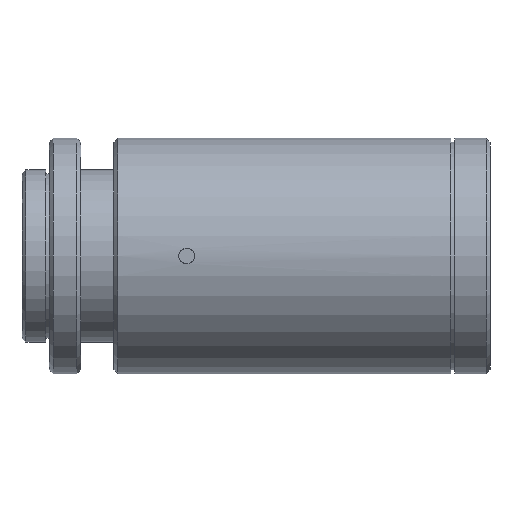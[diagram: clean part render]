
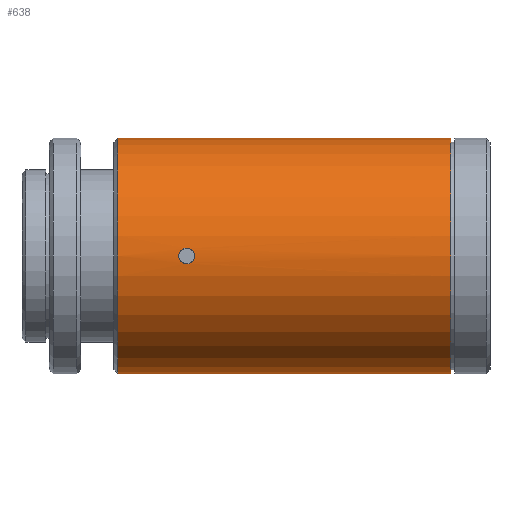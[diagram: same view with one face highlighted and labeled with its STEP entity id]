
A CAD part, front view. The second image highlights one B-rep face of the part: STEP entity #638.
In plain terms, the highlighted cylindrical face has radius 15 mm (diameter 30 mm), a partial arc.
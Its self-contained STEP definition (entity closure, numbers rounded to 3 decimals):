
#2 = CARTESIAN_POINT ( 'NONE',  ( 12.288, -14.967, -1. ) ) ;
#4 = VERTEX_POINT ( 'NONE', #333 ) ;
#15 = EDGE_LOOP ( 'NONE', ( #902, #524, #1248, #914 ) ) ;
#39 = CARTESIAN_POINT ( 'NONE',  ( 13.088, -14.988, 0.614 ) ) ;
#56 = CARTESIAN_POINT ( 'NONE',  ( 11.315, -14.998, 0.262 ) ) ;
#82 = ORIENTED_EDGE ( 'NONE', *, *, #354, .F. ) ;
#102 = CIRCLE ( 'NONE', #509, 15. ) ;
#135 = CARTESIAN_POINT ( 'NONE',  ( 12.812, -14.975, 0.891 ) ) ;
#140 = EDGE_CURVE ( 'NONE', #4, #237, #102, .T. ) ;
#145 = CARTESIAN_POINT ( 'NONE',  ( 12.027, -14.968, 0.974 ) ) ;
#150 = CARTESIAN_POINT ( 'NONE',  ( 13.087, -14.988, -0.615 ) ) ;
#155 = CARTESIAN_POINT ( 'NONE',  ( 11.415, -14.992, -0.503 ) ) ;
#160 = CARTESIAN_POINT ( 'NONE',  ( 11.673, -14.979, 0.799 ) ) ;
#200 = CARTESIAN_POINT ( 'NONE',  ( -10.432, 0., 15. ) ) ;
#234 = CARTESIAN_POINT ( 'NONE',  ( 11.288, -15., -0.13 ) ) ;
#237 = VERTEX_POINT ( 'NONE', #710 ) ;
#239 = CARTESIAN_POINT ( 'NONE',  ( 12.158, -14.967, -1. ) ) ;
#243 = VERTEX_POINT ( 'NONE', #891 ) ;
#251 = CARTESIAN_POINT ( 'NONE',  ( 13.263, -14.998, 0.261 ) ) ;
#257 = CARTESIAN_POINT ( 'NONE',  ( 12.288, -14.967, 1. ) ) ;
#286 = LINE ( 'NONE', #848, #845 ) ;
#293 = LINE ( 'NONE', #200, #724 ) ;
#333 = CARTESIAN_POINT ( 'NONE',  ( 45.954, 0., -15. ) ) ;
#336 = CARTESIAN_POINT ( 'NONE',  ( 11.488, -14.988, -0.614 ) ) ;
#349 = DIRECTION ( 'NONE',  ( -1., 0., 0. ) ) ;
#352 = CARTESIAN_POINT ( 'NONE',  ( 11.785, -14.975, -0.874 ) ) ;
#354 = EDGE_CURVE ( 'NONE', #513, #399, #407, .T. ) ;
#357 = CYLINDRICAL_SURFACE ( 'NONE', #1127, 15. ) ;
#367 = DIRECTION ( 'NONE',  ( -1., 0., 0. ) ) ;
#375 = DIRECTION ( 'NONE',  ( -1., 0., 0. ) ) ;
#380 = DIRECTION ( 'NONE',  ( 1., 0., 0. ) ) ;
#384 = ORIENTED_EDGE ( 'NONE', *, *, #991, .F. ) ;
#389 = CIRCLE ( 'NONE', #1013, 15. ) ;
#396 = CARTESIAN_POINT ( 'NONE',  ( 12.419, -14.967, -1. ) ) ;
#397 = DIRECTION ( 'NONE',  ( 0., 0., 1. ) ) ;
#399 = VERTEX_POINT ( 'NONE', #813 ) ;
#401 = CARTESIAN_POINT ( 'NONE',  ( 12.288, -14.967, -1. ) ) ;
#407 = B_SPLINE_CURVE_WITH_KNOTS ( 'NONE', 3,
 ( #2, #396, #770, #1067, #1203, #150, #730, #989, #795, #906, #251, #613, #39, #135, #436, #816 ),
 .UNSPECIFIED., .F., .F.,
 ( 4, 2, 2, 2, 2, 2, 2, 4 ),
 ( 0.003, 0.004, 0.004, 0.004, 0.005, 0.005, 0.005, 0.006 ),
 .UNSPECIFIED. ) ;
#436 = CARTESIAN_POINT ( 'NONE',  ( 12.553, -14.967, 1. ) ) ;
#447 = CARTESIAN_POINT ( 'NONE',  ( 11.414, -14.992, 0.503 ) ) ;
#474 = EDGE_CURVE ( 'NONE', #4, #732, #286, .T. ) ;
#509 = AXIS2_PLACEMENT_3D ( 'NONE', #575, #367, #397 ) ;
#513 = VERTEX_POINT ( 'NONE', #401 ) ;
#524 = ORIENTED_EDGE ( 'NONE', *, *, #140, .T. ) ;
#536 = CARTESIAN_POINT ( 'NONE',  ( -10.432, 0., 0. ) ) ;
#543 = EDGE_CURVE ( 'NONE', #237, #243, #293, .T. ) ;
#575 = CARTESIAN_POINT ( 'NONE',  ( 45.954, 0., 0. ) ) ;
#613 = CARTESIAN_POINT ( 'NONE',  ( 13.162, -14.992, 0.503 ) ) ;
#638 = ADVANCED_FACE ( 'NONE', ( #1232, #1024 ), #357, .T. ) ;
#679 = EDGE_CURVE ( 'NONE', #243, #732, #389, .T. ) ;
#710 = CARTESIAN_POINT ( 'NONE',  ( 45.954, 0., 15. ) ) ;
#721 = CARTESIAN_POINT ( 'NONE',  ( 12.288, -14.967, -1. ) ) ;
#724 = VECTOR ( 'NONE', #375, 1000. ) ;
#730 = CARTESIAN_POINT ( 'NONE',  ( 13.162, -14.992, -0.505 ) ) ;
#732 = VERTEX_POINT ( 'NONE', #962 ) ;
#742 = CARTESIAN_POINT ( 'NONE',  ( 3.524, 0., 0. ) ) ;
#770 = CARTESIAN_POINT ( 'NONE',  ( 12.551, -14.968, -0.974 ) ) ;
#795 = CARTESIAN_POINT ( 'NONE',  ( 13.288, -15., -0.133 ) ) ;
#813 = CARTESIAN_POINT ( 'NONE',  ( 12.288, -14.967, 1. ) ) ;
#816 = CARTESIAN_POINT ( 'NONE',  ( 12.288, -14.967, 1. ) ) ;
#823 = CARTESIAN_POINT ( 'NONE',  ( 11.288, -15., 0.131 ) ) ;
#845 = VECTOR ( 'NONE', #868, 1000. ) ;
#848 = CARTESIAN_POINT ( 'NONE',  ( -10.432, 0., -15. ) ) ;
#862 = DIRECTION ( 'NONE',  ( 0., 0., 1. ) ) ;
#868 = DIRECTION ( 'NONE',  ( -1., 0., 0. ) ) ;
#891 = CARTESIAN_POINT ( 'NONE',  ( 3.524, 0., 15. ) ) ;
#901 = CARTESIAN_POINT ( 'NONE',  ( 11.675, -14.979, -0.8 ) ) ;
#902 = ORIENTED_EDGE ( 'NONE', *, *, #474, .F. ) ;
#906 = CARTESIAN_POINT ( 'NONE',  ( 13.289, -15., 0.131 ) ) ;
#914 = ORIENTED_EDGE ( 'NONE', *, *, #679, .T. ) ;
#962 = CARTESIAN_POINT ( 'NONE',  ( 3.524, 0., -15. ) ) ;
#989 = CARTESIAN_POINT ( 'NONE',  ( 13.262, -14.998, -0.263 ) ) ;
#991 = EDGE_CURVE ( 'NONE', #399, #513, #1080, .T. ) ;
#999 = CARTESIAN_POINT ( 'NONE',  ( 12.027, -14.968, -0.974 ) ) ;
#1013 = AXIS2_PLACEMENT_3D ( 'NONE', #742, #380, #1062 ) ;
#1022 = CARTESIAN_POINT ( 'NONE',  ( 11.784, -14.975, 0.874 ) ) ;
#1024 = FACE_BOUND ( 'NONE', #1141, .T. ) ;
#1062 = DIRECTION ( 'NONE',  ( 0., 0., 1. ) ) ;
#1067 = CARTESIAN_POINT ( 'NONE',  ( 12.791, -14.975, -0.874 ) ) ;
#1080 = B_SPLINE_CURVE_WITH_KNOTS ( 'NONE', 3,
 ( #257, #1111, #145, #1022, #160, #1094, #447, #56, #823, #234, #1105, #155, #336, #901, #352, #999, #239, #721 ),
 .UNSPECIFIED., .F., .F.,
 ( 4, 2, 2, 2, 2, 2, 2, 2, 4 ),
 ( 0., 0., 0.001, 0.001, 0.002, 0.002, 0.002, 0.003, 0.003 ),
 .UNSPECIFIED. ) ;
#1094 = CARTESIAN_POINT ( 'NONE',  ( 11.489, -14.988, 0.615 ) ) ;
#1105 = CARTESIAN_POINT ( 'NONE',  ( 11.314, -14.998, -0.261 ) ) ;
#1111 = CARTESIAN_POINT ( 'NONE',  ( 12.156, -14.967, 1. ) ) ;
#1127 = AXIS2_PLACEMENT_3D ( 'NONE', #536, #349, #862 ) ;
#1141 = EDGE_LOOP ( 'NONE', ( #384, #82 ) ) ;
#1203 = CARTESIAN_POINT ( 'NONE',  ( 12.903, -14.979, -0.8 ) ) ;
#1232 = FACE_OUTER_BOUND ( 'NONE', #15, .T. ) ;
#1248 = ORIENTED_EDGE ( 'NONE', *, *, #543, .T. ) ;
